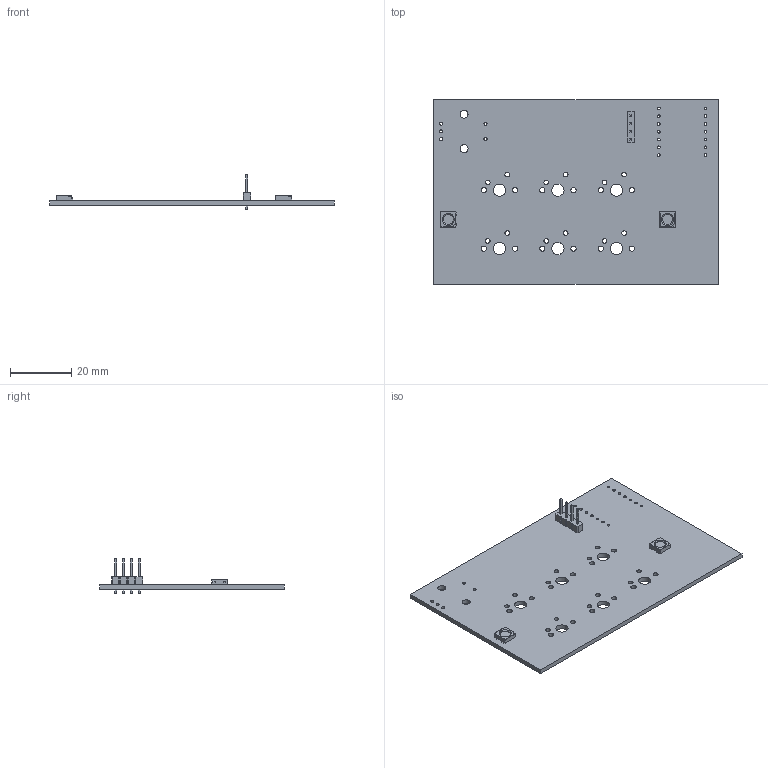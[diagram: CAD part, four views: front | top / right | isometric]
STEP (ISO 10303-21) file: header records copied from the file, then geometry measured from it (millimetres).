
FILE_DESCRIPTION(('KiCad electronic assembly'),'2;1');
FILE_NAME('MicroPad actual.step','2026-01-11T18:38:58',('Pcbnew'),( 'Kicad'),'Open CASCADE STEP processor 7.9','KiCad to STEP converter' ,'Unknown');
FILE_SCHEMA(('AUTOMOTIVE_DESIGN { 1 0 10303 214 1 1 1 1 }'));
Length unit declared in the file: millimetre
Products named in the file (4): MicroPad actual 1; LED_WS2812B_PLCC4_5.0x5.0mm_P3.2mm; PinHeader_1x04_P2.54mm_Vertical; MicroPad actual_PCB
Assembly tree (4 placements, depth 2):
  MicroPad actual 1
    LED_WS2812B_PLCC4_5.0x5.0mm_P3.2mm  x2
    PinHeader_1x04_P2.54mm_Vertical
    MicroPad actual_PCB
Bounding box: 92.75 x 60.27 x 11.54 mm (x, y, z)
Volume: 8361.9 mm3; surface area: 12154.1 mm2
Topology: 4 solids, 4 shells, 297 faces, 817 edges, 530 vertices
Faces by surface type: plane 196, cylinder 99, cone 2
Full cylindrical faces by diameter (mm): 0.889 x14, 1 x9, 1.5 x12, 1.7 x12, 2.6 x2, 3.333 x2, 4 x6
Entity records: 8612 total; most frequent: CARTESIAN_POINT 1248, DIRECTION 1234, ORIENTED_EDGE 1232, EDGE_CURVE 616, LINE 466, VECTOR 466, VERTEX_POINT 398, AXIS2_PLACEMENT_3D 384
